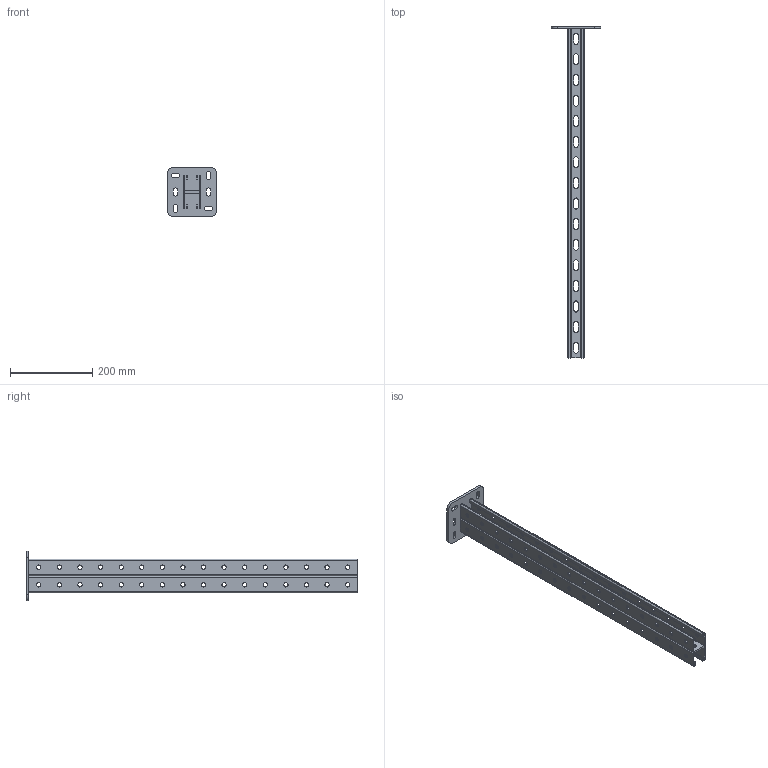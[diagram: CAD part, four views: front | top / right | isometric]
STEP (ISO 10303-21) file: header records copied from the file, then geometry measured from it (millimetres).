
FILE_DESCRIPTION (( 'STEP AP203' ), '1' );
FILE_NAME ('Ïîäâåñ BSD-41_BSD4108.STEP', '2012-11-16T09:00:06', ( 'Àñååâ' ), ( '' ), 'SwSTEP 2.0', 'SolidWorks 2012', '' );
FILE_SCHEMA (( 'CONFIG_CONTROL_DESIGN' ));
Length unit declared in the file: millimetre
Products named in the file (1): 砐鳱殥 BSD-41_BSD4108
Bounding box: 120 x 806 x 120 mm (x, y, z)
Volume: 608995.1 mm3; surface area: 427464.5 mm2
Topology: 1 solids, 1 shells, 217 faces, 706 edges, 492 vertices
Faces by surface type: cylinder 136, plane 81
Full cylindrical faces by diameter (mm): 10.5 x64
Entity records: 7469 total; most frequent: DIRECTION 1286, CARTESIAN_POINT 1224, ORIENTED_EDGE 1156, EDGE_CURVE 578, AXIS2_PLACEMENT_3D 490, EDGE_LOOP 454, VERTEX_POINT 428, VECTOR 306
